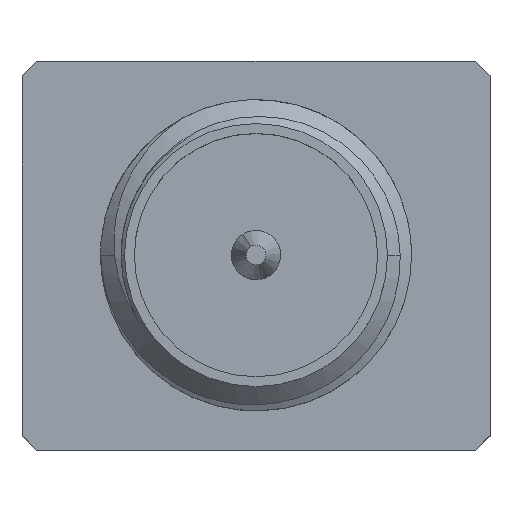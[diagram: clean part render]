
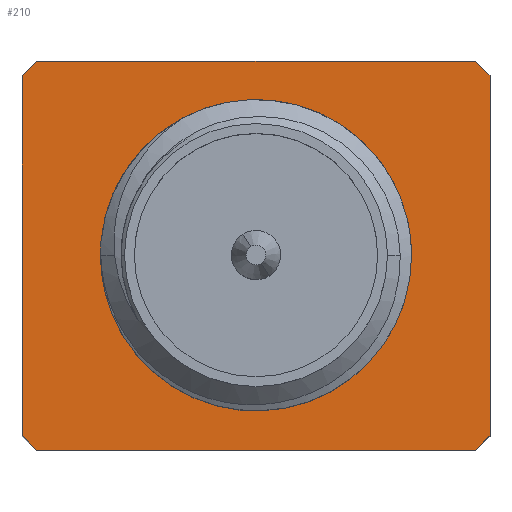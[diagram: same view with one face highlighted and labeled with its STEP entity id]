
A CAD part, top view. The second image highlights one B-rep face of the part: STEP entity #210.
In plain terms, the highlighted planar face has unit normal (0, 0, 1).
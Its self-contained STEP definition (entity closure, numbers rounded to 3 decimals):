
#210=ADVANCED_FACE('',(#457,#458),#459,.T.);
#457=FACE_BOUND('',#1031,.T.);
#458=FACE_OUTER_BOUND('',#1032,.T.);
#459=PLANE('',#1033);
#1031=EDGE_LOOP('',(#1602,#1603));
#1032=EDGE_LOOP('',(#1604,#1605,#1606,#1607,#1608,#1609,#1610,#1611));
#1033=AXIS2_PLACEMENT_3D('',#1612,#1613,#1614);
#1602=ORIENTED_EDGE('',*,*,#2158,.T.);
#1603=ORIENTED_EDGE('',*,*,#2024,.T.);
#1604=ORIENTED_EDGE('',*,*,#2192,.T.);
#1605=ORIENTED_EDGE('',*,*,#2193,.T.);
#1606=ORIENTED_EDGE('',*,*,#2194,.T.);
#1607=ORIENTED_EDGE('',*,*,#2195,.T.);
#1608=ORIENTED_EDGE('',*,*,#2196,.T.);
#1609=ORIENTED_EDGE('',*,*,#2160,.T.);
#1610=ORIENTED_EDGE('',*,*,#2197,.T.);
#1611=ORIENTED_EDGE('',*,*,#2198,.T.);
#1612=CARTESIAN_POINT('',(0.0,0.0,1.27));
#1613=DIRECTION('',(0.0,0.0,1.0));
#1614=DIRECTION('',(1.0,-0.0,0.0));
#2024=EDGE_CURVE('',#2369,#2373,#2375,.T.);
#2158=EDGE_CURVE('',#2373,#2369,#2571,.T.);
#2160=EDGE_CURVE('',#2573,#2574,#2575,.F.);
#2192=EDGE_CURVE('',#2626,#2627,#2628,.T.);
#2193=EDGE_CURVE('',#2627,#2629,#2630,.F.);
#2194=EDGE_CURVE('',#2629,#2631,#2632,.T.);
#2195=EDGE_CURVE('',#2631,#2633,#2634,.F.);
#2196=EDGE_CURVE('',#2633,#2573,#2635,.T.);
#2197=EDGE_CURVE('',#2574,#2636,#2637,.T.);
#2198=EDGE_CURVE('',#2636,#2626,#2638,.F.);
#2369=VERTEX_POINT('',#2866);
#2373=VERTEX_POINT('',#2871);
#2375=CIRCLE('',#2874,2.675);
#2571=CIRCLE('',#6049,2.675);
#2573=VERTEX_POINT('',#6051);
#2574=VERTEX_POINT('',#6052);
#2575=LINE('',#6053,#6054);
#2626=VERTEX_POINT('',#6129);
#2627=VERTEX_POINT('',#6130);
#2628=LINE('',#6131,#6132);
#2629=VERTEX_POINT('',#6133);
#2630=LINE('',#6134,#6135);
#2631=VERTEX_POINT('',#6136);
#2632=LINE('',#6137,#6138);
#2633=VERTEX_POINT('',#6139);
#2634=LINE('',#6140,#6141);
#2635=LINE('',#6142,#6143);
#2636=VERTEX_POINT('',#6144);
#2637=LINE('',#6145,#6146);
#2638=LINE('',#6147,#6148);
#2866=CARTESIAN_POINT('',(-2.675,0.,1.27));
#2871=CARTESIAN_POINT('',(2.675,0.0,1.27));
#2874=AXIS2_PLACEMENT_3D('',#6424,#6425,#6426);
#6049=AXIS2_PLACEMENT_3D('',#6504,#6505,#6506);
#6051=CARTESIAN_POINT('',(4.46,-3.96,1.27));
#6052=CARTESIAN_POINT('',(4.76,-3.66,1.27));
#6053=CARTESIAN_POINT('',(4.21,-4.21,1.27));
#6054=VECTOR('',#6507,1000.0);
#6129=CARTESIAN_POINT('',(4.46,3.96,1.27));
#6130=CARTESIAN_POINT('',(-4.46,3.96,1.27));
#6131=CARTESIAN_POINT('',(4.76,3.96,1.27));
#6132=VECTOR('',#6532,1000.0);
#6133=CARTESIAN_POINT('',(-4.76,3.66,1.27));
#6134=CARTESIAN_POINT('',(-4.21,4.21,1.27));
#6135=VECTOR('',#6533,1000.0);
#6136=CARTESIAN_POINT('',(-4.76,-3.66,1.27));
#6137=CARTESIAN_POINT('',(-4.76,3.96,1.27));
#6138=VECTOR('',#6534,1000.0);
#6139=CARTESIAN_POINT('',(-4.46,-3.96,1.27));
#6140=CARTESIAN_POINT('',(-4.21,-4.21,1.27));
#6141=VECTOR('',#6535,1000.0);
#6142=CARTESIAN_POINT('',(-4.76,-3.96,1.27));
#6143=VECTOR('',#6536,1000.0);
#6144=CARTESIAN_POINT('',(4.76,3.66,1.27));
#6145=CARTESIAN_POINT('',(4.76,-3.96,1.27));
#6146=VECTOR('',#6537,1000.0);
#6147=CARTESIAN_POINT('',(4.21,4.21,1.27));
#6148=VECTOR('',#6538,1000.0);
#6424=CARTESIAN_POINT('',(0.0,0.0,1.27));
#6425=DIRECTION('',(0.0,0.0,-1.0));
#6426=DIRECTION('',(1.0,0.0,0.0));
#6504=CARTESIAN_POINT('',(0.0,0.0,1.27));
#6505=DIRECTION('',(0.0,0.0,-1.0));
#6506=DIRECTION('',(1.0,0.0,0.0));
#6507=DIRECTION('',(-0.707,-0.707,0.0));
#6532=DIRECTION('',(-1.0,0.,0.0));
#6533=DIRECTION('',(0.707,0.707,0.0));
#6534=DIRECTION('',(0.0,-1.0,0.0));
#6535=DIRECTION('',(-0.707,0.707,0.0));
#6536=DIRECTION('',(1.0,0.,0.0));
#6537=DIRECTION('',(0.0,1.0,0.0));
#6538=DIRECTION('',(0.707,-0.707,0.0));
